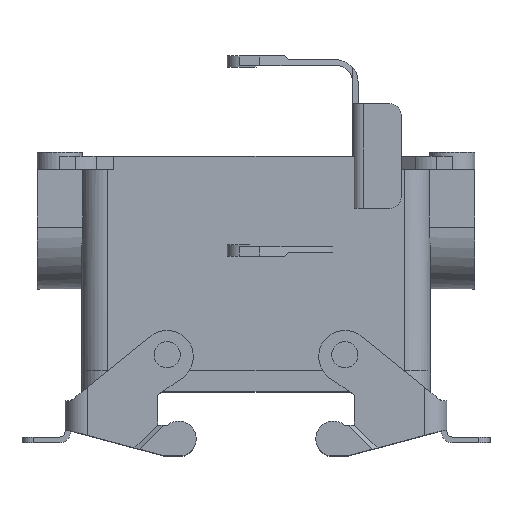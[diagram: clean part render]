
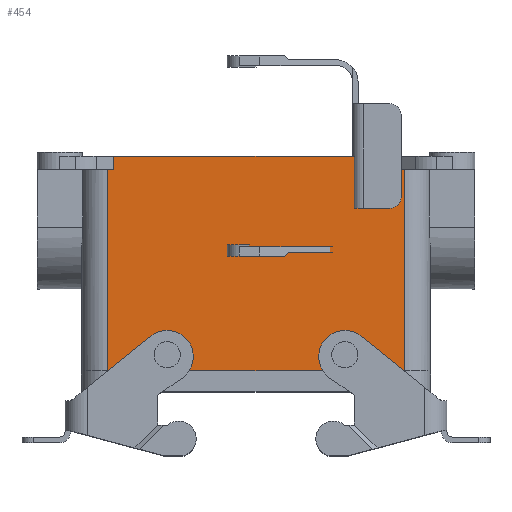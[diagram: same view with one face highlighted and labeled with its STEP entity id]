
A CAD part, top view. The second image highlights one B-rep face of the part: STEP entity #454.
In plain terms, the highlighted planar face has unit normal (0, 0, 1).
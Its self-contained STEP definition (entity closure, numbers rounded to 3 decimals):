
#454 = ADVANCED_FACE( '', ( #991, #992, #993 ), #994, .F. );
#991 = FACE_BOUND( '', #1610, .T. );
#992 = FACE_OUTER_BOUND( '', #1611, .T. );
#993 = FACE_BOUND( '', #1612, .T. );
#994 = PLANE( '', #1613 );
#1610 = EDGE_LOOP( '', ( #2873 ) );
#1611 = EDGE_LOOP( '', ( #2874, #2875, #2876, #2877, #2878, #2879, #2880, #2881 ) );
#1612 = EDGE_LOOP( '', ( #2882 ) );
#1613 = AXIS2_PLACEMENT_3D( '', #2883, #2884, #2885 );
#2873 = ORIENTED_EDGE( '', *, *, #3858, .F. );
#2874 = ORIENTED_EDGE( '', *, *, #3628, .T. );
#2875 = ORIENTED_EDGE( '', *, *, #3696, .F. );
#2876 = ORIENTED_EDGE( '', *, *, #3925, .T. );
#2877 = ORIENTED_EDGE( '', *, *, #3462, .T. );
#2878 = ORIENTED_EDGE( '', *, *, #3958, .F. );
#2879 = ORIENTED_EDGE( '', *, *, #3959, .F. );
#2880 = ORIENTED_EDGE( '', *, *, #3560, .T. );
#2881 = ORIENTED_EDGE( '', *, *, #3465, .T. );
#2882 = ORIENTED_EDGE( '', *, *, #3492, .F. );
#2883 = CARTESIAN_POINT( '', ( 0., -3.5, 21.5 ) );
#2884 = DIRECTION( '', ( 0., 0., -1. ) );
#2885 = DIRECTION( '', ( -1., 0., 0. ) );
#3462 = EDGE_CURVE( '', #4082, #4091, #4093, .T. );
#3465 = EDGE_CURVE( '', #4098, #4096, #4099, .T. );
#3492 = EDGE_CURVE( '', #4148, #4148, #4149, .F. );
#3560 = EDGE_CURVE( '', #4261, #4098, #4270, .T. );
#3628 = EDGE_CURVE( '', #4096, #4389, #4391, .T. );
#3696 = EDGE_CURVE( '', #4498, #4389, #4500, .T. );
#3858 = EDGE_CURVE( '', #4737, #4737, #4738, .F. );
#3925 = EDGE_CURVE( '', #4498, #4082, #4831, .T. );
#3958 = EDGE_CURVE( '', #4870, #4091, #4871, .T. );
#3959 = EDGE_CURVE( '', #4261, #4870, #4872, .T. );
#4082 = VERTEX_POINT( '', #5013 );
#4091 = VERTEX_POINT( '', #5035 );
#4093 = LINE( '', #5037, #5038 );
#4096 = VERTEX_POINT( '', #5041 );
#4098 = VERTEX_POINT( '', #5044 );
#4099 = LINE( '', #5045, #5046 );
#4148 = VERTEX_POINT( '', #5107 );
#4149 = CIRCLE( '', #5108, 2.45 );
#4261 = VERTEX_POINT( '', #5313 );
#4270 = LINE( '', #5325, #5326 );
#4389 = VERTEX_POINT( '', #5488 );
#4391 = LINE( '', #5491, #5492 );
#4498 = VERTEX_POINT( '', #5648 );
#4500 = LINE( '', #5651, #5652 );
#4737 = VERTEX_POINT( '', #5969 );
#4738 = CIRCLE( '', #5970, 2.45 );
#4831 = LINE( '', #6104, #6105 );
#4870 = VERTEX_POINT( '', #6169 );
#4871 = LINE( '', #6170, #6171 );
#4872 = LINE( '', #6172, #6173 );
#5013 = CARTESIAN_POINT( '', ( -39.65, -3.5, 21.5 ) );
#5035 = CARTESIAN_POINT( '', ( -39.65, -57.4, 21.5 ) );
#5037 = CARTESIAN_POINT( '', ( -39.65, 85.248, 21.5 ) );
#5038 = VECTOR( '', #6368, 1000. );
#5041 = CARTESIAN_POINT( '', ( 37.985, 0., 21.5 ) );
#5044 = CARTESIAN_POINT( '', ( 37.985, -3.5, 21.5 ) );
#5045 = CARTESIAN_POINT( '', ( 37.985, -3.5, 21.5 ) );
#5046 = VECTOR( '', #6370, 1000. );
#5107 = CARTESIAN_POINT( '', ( -26.2, -53.101, 21.5 ) );
#5108 = AXIS2_PLACEMENT_3D( '', #6416, #6417, #6418 );
#5313 = CARTESIAN_POINT( '', ( 39.65, -3.5, 21.5 ) );
#5325 = CARTESIAN_POINT( '', ( -48.299, -3.5, 21.5 ) );
#5326 = VECTOR( '', #6518, 1000. );
#5488 = CARTESIAN_POINT( '', ( -37.985, 0., 21.5 ) );
#5491 = CARTESIAN_POINT( '', ( 0., 0., 21.5 ) );
#5492 = VECTOR( '', #6602, 1000. );
#5648 = CARTESIAN_POINT( '', ( -37.985, -3.5, 21.5 ) );
#5651 = CARTESIAN_POINT( '', ( -37.985, -3.5, 21.5 ) );
#5652 = VECTOR( '', #6681, 1000. );
#5969 = CARTESIAN_POINT( '', ( 21.3, -53.101, 21.5 ) );
#5970 = AXIS2_PLACEMENT_3D( '', #6882, #6883, #6884 );
#6104 = CARTESIAN_POINT( '', ( -48.299, -3.5, 21.5 ) );
#6105 = VECTOR( '', #6957, 1000. );
#6169 = CARTESIAN_POINT( '', ( 39.65, -57.4, 21.5 ) );
#6170 = CARTESIAN_POINT( '', ( -39.65, -57.4, 21.5 ) );
#6171 = VECTOR( '', #6984, 1000. );
#6172 = CARTESIAN_POINT( '', ( 39.65, 85.248, 21.5 ) );
#6173 = VECTOR( '', #6985, 1000. );
#6368 = DIRECTION( '', ( 0., -1., 0. ) );
#6370 = DIRECTION( '', ( 0., 1., 0. ) );
#6416 = CARTESIAN_POINT( '', ( -23.75, -53.101, 21.5 ) );
#6417 = DIRECTION( '', ( 0., 0., -1. ) );
#6418 = DIRECTION( '', ( -1., 0., 0. ) );
#6518 = DIRECTION( '', ( -1., 0., 0. ) );
#6602 = DIRECTION( '', ( -1., 0., 0. ) );
#6681 = DIRECTION( '', ( 0., 1., 0. ) );
#6882 = CARTESIAN_POINT( '', ( 23.75, -53.101, 21.5 ) );
#6883 = DIRECTION( '', ( 0., 0., -1. ) );
#6884 = DIRECTION( '', ( -1., 0., 0. ) );
#6957 = DIRECTION( '', ( -1., 0., 0. ) );
#6984 = DIRECTION( '', ( -1., 0., 0. ) );
#6985 = DIRECTION( '', ( 0., -1., 0. ) );
